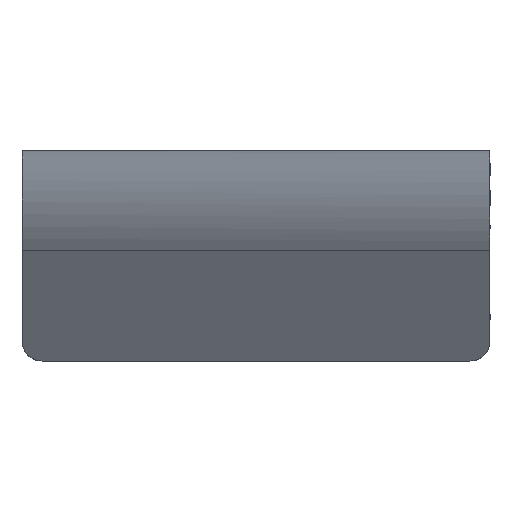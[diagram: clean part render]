
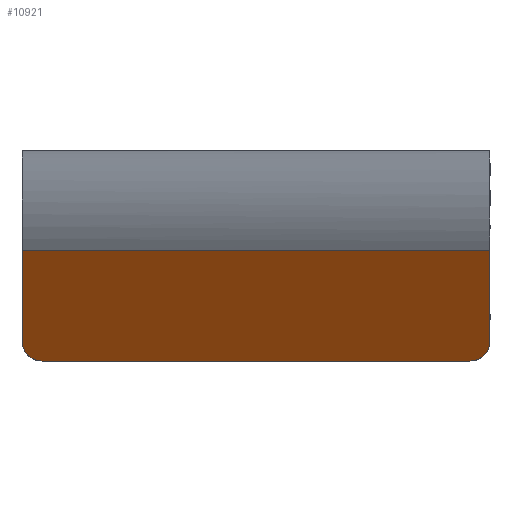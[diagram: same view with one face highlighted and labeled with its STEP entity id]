
A CAD part, left-side view. The second image highlights one B-rep face of the part: STEP entity #10921.
In plain terms, the highlighted planar face has unit normal (-0.707, 0.707, 0).
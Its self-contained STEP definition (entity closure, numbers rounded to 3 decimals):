
#296 = ORIENTED_EDGE ( 'NONE', *, *, #10670, .F. ) ;
#515 = LINE ( 'NONE', #10491, #7121 ) ;
#774 = CARTESIAN_POINT ( 'NONE',  ( -20.883, 224.481, 306.653 ) ) ;
#2603 =( BOUNDED_CURVE ( )  B_SPLINE_CURVE ( 3, ( #7538, #10314, #6244, #2639 ),
 .UNSPECIFIED., .F., .T. ) 
 B_SPLINE_CURVE_WITH_KNOTS ( ( 4, 4 ),
 ( 1.571, 3.142 ),
 .UNSPECIFIED. ) 
 CURVE ( )  GEOMETRIC_REPRESENTATION_ITEM ( )  RATIONAL_B_SPLINE_CURVE ( ( 1., 0.805, 0.805, 1. ) ) 
 REPRESENTATION_ITEM ( '' )  );
#2639 = CARTESIAN_POINT ( 'NONE',  ( -67.683, 177.681, 307.825 ) ) ;
#2988 = CARTESIAN_POINT ( 'NONE',  ( -62.562, 182.803, 300.213 ) ) ;
#3002 = EDGE_CURVE ( 'NONE', #8365, #14362, #515, .T. ) ;
#3561 = LINE ( 'NONE', #4629, #15080 ) ;
#4314 = FACE_OUTER_BOUND ( 'NONE', #4943, .T. ) ;
#4346 = EDGE_CURVE ( 'NONE', #8826, #8365, #2603, .T. ) ;
#4629 = CARTESIAN_POINT ( 'NONE',  ( -62.562, 182.803, 316.825 ) ) ;
#4943 = EDGE_LOOP ( 'NONE', ( #296, #7138, #10949, #9622, #7625, #6805 ) ) ;
#5074 = CARTESIAN_POINT ( 'NONE',  ( -67.683, 177.681, 307.825 ) ) ;
#5536 = CARTESIAN_POINT ( 'NONE',  ( -65.683, 179.681, 305.825 ) ) ;
#5671 = AXIS2_PLACEMENT_3D ( 'NONE', #2988, #6746, #7721 ) ;
#5687 = CARTESIAN_POINT ( 'NONE',  ( -21.711, 223.653, 305.825 ) ) ;
#5789 = LINE ( 'NONE', #14577, #8520 ) ;
#6221 = EDGE_CURVE ( 'NONE', #8596, #8826, #14776, .T. ) ;
#6244 = CARTESIAN_POINT ( 'NONE',  ( -67.683, 177.681, 306.653 ) ) ;
#6746 = DIRECTION ( 'NONE',  ( 0.707, -0.707, 0. ) ) ;
#6805 = ORIENTED_EDGE ( 'NONE', *, *, #13006, .T. ) ;
#6989 = DIRECTION ( 'NONE',  ( 0., 0., 1. ) ) ;
#7121 = VECTOR ( 'NONE', #6989, 1000. ) ;
#7138 = ORIENTED_EDGE ( 'NONE', *, *, #12428, .T. ) ;
#7225 = CARTESIAN_POINT ( 'NONE',  ( -67.683, 177.681, 305.825 ) ) ;
#7384 = VECTOR ( 'NONE', #16008, 1000. ) ;
#7538 = CARTESIAN_POINT ( 'NONE',  ( -65.683, 179.681, 305.825 ) ) ;
#7625 = ORIENTED_EDGE ( 'NONE', *, *, #3002, .T. ) ;
#7721 = DIRECTION ( 'NONE',  ( 0.707, 0.707, 0. ) ) ;
#8286 = VERTEX_POINT ( 'NONE', #15236 ) ;
#8365 = VERTEX_POINT ( 'NONE', #5074 ) ;
#8520 = VECTOR ( 'NONE', #15724, 1000. ) ;
#8596 = VERTEX_POINT ( 'NONE', #8818 ) ;
#8818 = CARTESIAN_POINT ( 'NONE',  ( -22.883, 222.481, 305.825 ) ) ;
#8826 = VERTEX_POINT ( 'NONE', #5536 ) ;
#9622 = ORIENTED_EDGE ( 'NONE', *, *, #4346, .T. ) ;
#10199 = VERTEX_POINT ( 'NONE', #14672 ) ;
#10314 = CARTESIAN_POINT ( 'NONE',  ( -66.854, 178.51, 305.825 ) ) ;
#10491 = CARTESIAN_POINT ( 'NONE',  ( -67.683, 177.681, 300.213 ) ) ;
#10670 = EDGE_CURVE ( 'NONE', #8286, #10199, #5789, .T. ) ;
#10921 = ADVANCED_FACE ( 'NONE', ( #4314 ), #14044, .F. ) ;
#10949 = ORIENTED_EDGE ( 'NONE', *, *, #6221, .T. ) ;
#11994 = DIRECTION ( 'NONE',  ( 0.707, 0.707, 0. ) ) ;
#12428 = EDGE_CURVE ( 'NONE', #8286, #8596, #13698, .T. ) ;
#13006 = EDGE_CURVE ( 'NONE', #14362, #10199, #3561, .T. ) ;
#13698 =( BOUNDED_CURVE ( )  B_SPLINE_CURVE ( 3, ( #14699, #774, #5687, #16012 ),
 .UNSPECIFIED., .F., .T. ) 
 B_SPLINE_CURVE_WITH_KNOTS ( ( 4, 4 ),
 ( 3.142, 4.712 ),
 .UNSPECIFIED. ) 
 CURVE ( )  GEOMETRIC_REPRESENTATION_ITEM ( )  RATIONAL_B_SPLINE_CURVE ( ( 1., 0.805, 0.805, 1. ) ) 
 REPRESENTATION_ITEM ( '' )  );
#14044 = PLANE ( 'NONE',  #5671 ) ;
#14362 = VERTEX_POINT ( 'NONE', #16044 ) ;
#14577 = CARTESIAN_POINT ( 'NONE',  ( -20.883, 224.481, 300.213 ) ) ;
#14672 = CARTESIAN_POINT ( 'NONE',  ( -20.883, 224.481, 316.825 ) ) ;
#14699 = CARTESIAN_POINT ( 'NONE',  ( -20.883, 224.481, 307.825 ) ) ;
#14776 = LINE ( 'NONE', #7225, #7384 ) ;
#15080 = VECTOR ( 'NONE', #11994, 1000. ) ;
#15236 = CARTESIAN_POINT ( 'NONE',  ( -20.883, 224.481, 307.825 ) ) ;
#15724 = DIRECTION ( 'NONE',  ( 0., 0., 1. ) ) ;
#16008 = DIRECTION ( 'NONE',  ( -0.707, -0.707, 0. ) ) ;
#16012 = CARTESIAN_POINT ( 'NONE',  ( -22.883, 222.481, 305.825 ) ) ;
#16044 = CARTESIAN_POINT ( 'NONE',  ( -67.683, 177.681, 316.825 ) ) ;
